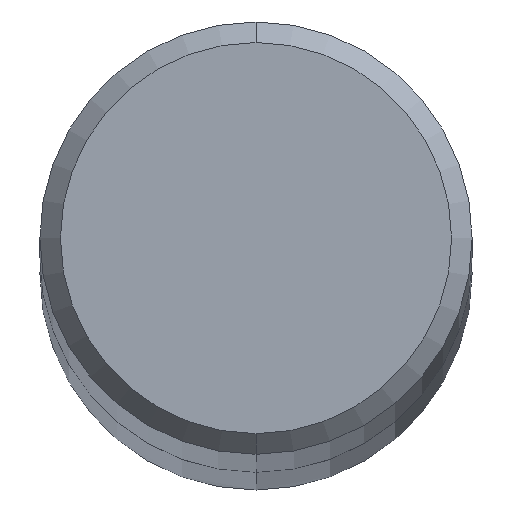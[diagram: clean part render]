
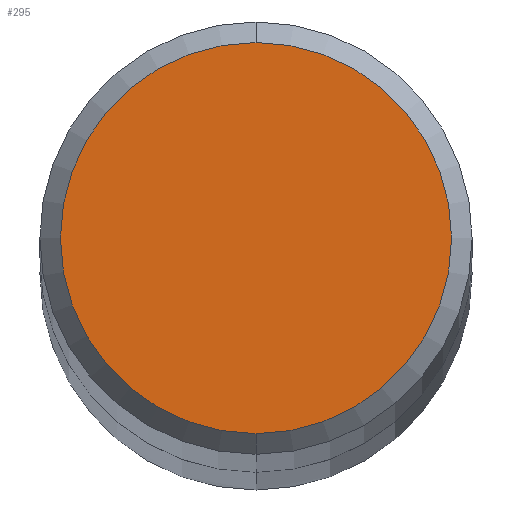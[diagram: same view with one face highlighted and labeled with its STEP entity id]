
A CAD part, top view. The second image highlights one B-rep face of the part: STEP entity #295.
In plain terms, the highlighted planar face has unit normal (0, 0, 1).
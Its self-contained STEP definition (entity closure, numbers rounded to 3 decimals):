
#197=EDGE_CURVE('',#215,#375,#483,.T.);
#215=VERTEX_POINT('',#502);
#237=EDGE_CURVE('',#375,#215,#526,.T.);
#295=ADVANCED_FACE('',(#589),#590,.T.);
#375=VERTEX_POINT('',#679);
#483=CIRCLE('',#861,0.95);
#502=CARTESIAN_POINT('',(0.0,0.95,48.0));
#526=CIRCLE('',#946,0.95);
#589=FACE_OUTER_BOUND('',#1092,.T.);
#590=PLANE('',#1093);
#679=CARTESIAN_POINT('',(0.,-0.95,48.0));
#861=AXIS2_PLACEMENT_3D('',#1485,#1486,#1487);
#946=AXIS2_PLACEMENT_3D('',#1525,#1526,#1527);
#1092=EDGE_LOOP('',(#1600,#1601));
#1093=AXIS2_PLACEMENT_3D('',#1602,#1603,#1604);
#1485=CARTESIAN_POINT('',(0.0,0.0,48.0));
#1486=DIRECTION('',(0.0,0.0,-1.0));
#1487=DIRECTION('',(0.0,1.0,0.0));
#1525=CARTESIAN_POINT('',(0.0,0.0,48.0));
#1526=DIRECTION('',(0.0,0.0,-1.0));
#1527=DIRECTION('',(0.0,1.0,0.0));
#1600=ORIENTED_EDGE('',*,*,#197,.F.);
#1601=ORIENTED_EDGE('',*,*,#237,.F.);
#1602=CARTESIAN_POINT('',(0.0,0.475,48.0));
#1603=DIRECTION('',(-0.0,0.0,1.0));
#1604=DIRECTION('',(0.0,-1.0,0.0));
